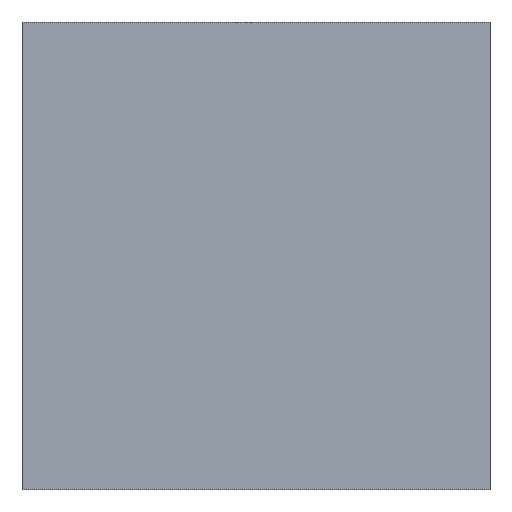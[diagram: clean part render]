
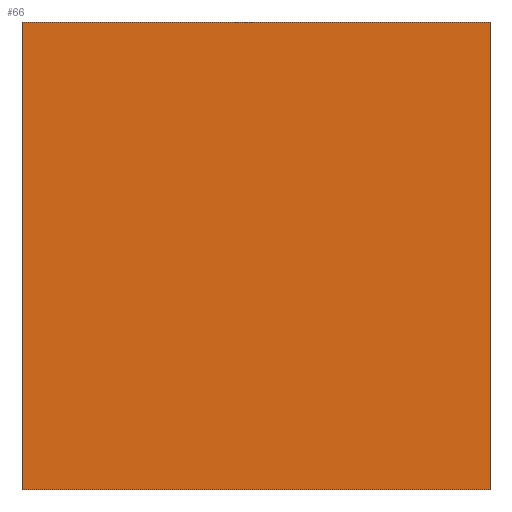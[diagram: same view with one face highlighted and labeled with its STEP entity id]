
A CAD part, front view. The second image highlights one B-rep face of the part: STEP entity #66.
In plain terms, the highlighted planar face has unit normal (0, -1, 0).
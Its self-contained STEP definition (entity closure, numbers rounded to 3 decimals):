
#2 = ORIENTED_EDGE ( 'NONE', *, *, #253, .F. ) ;
#18 = CARTESIAN_POINT ( 'NONE',  ( 0., 0., 0. ) ) ;
#21 = CARTESIAN_POINT ( 'NONE',  ( 0., 0., 0. ) ) ;
#23 = ORIENTED_EDGE ( 'NONE', *, *, #139, .F. ) ;
#25 = AXIS2_PLACEMENT_3D ( 'NONE', #18, #85, #104 ) ;
#37 = PLANE ( 'NONE',  #25 ) ;
#59 = DIRECTION ( 'NONE',  ( 1., 0., 0. ) ) ;
#66 = ADVANCED_FACE ( 'NONE', ( #249 ), #37, .T. ) ;
#72 = VERTEX_POINT ( 'NONE', #156 ) ;
#80 = LINE ( 'NONE', #227, #310 ) ;
#85 = DIRECTION ( 'NONE',  ( 0., -1., 0. ) ) ;
#104 = DIRECTION ( 'NONE',  ( 0., 0., -1. ) ) ;
#110 = CARTESIAN_POINT ( 'NONE',  ( 6., 0., -6. ) ) ;
#128 = VERTEX_POINT ( 'NONE', #250 ) ;
#136 = DIRECTION ( 'NONE',  ( 0., 0., 1. ) ) ;
#139 = EDGE_CURVE ( 'NONE', #289, #72, #80, .T. ) ;
#156 = CARTESIAN_POINT ( 'NONE',  ( 0., 0., 0. ) ) ;
#174 = CARTESIAN_POINT ( 'NONE',  ( 0., 0., -6. ) ) ;
#177 = VECTOR ( 'NONE', #59, 1000. ) ;
#178 = DIRECTION ( 'NONE',  ( -1., 0., 0. ) ) ;
#196 = LINE ( 'NONE', #21, #177 ) ;
#197 = DIRECTION ( 'NONE',  ( 0., 0., -1. ) ) ;
#219 = EDGE_CURVE ( 'NONE', #72, #128, #196, .T. ) ;
#227 = CARTESIAN_POINT ( 'NONE',  ( 0., 0., 0. ) ) ;
#230 = VECTOR ( 'NONE', #197, 1000. ) ;
#249 = FACE_OUTER_BOUND ( 'NONE', #264, .T. ) ;
#250 = CARTESIAN_POINT ( 'NONE',  ( 6., 0., 0. ) ) ;
#253 = EDGE_CURVE ( 'NONE', #307, #289, #279, .T. ) ;
#255 = CARTESIAN_POINT ( 'NONE',  ( 0., 0., -6. ) ) ;
#264 = EDGE_LOOP ( 'NONE', ( #23, #2, #324, #293 ) ) ;
#279 = LINE ( 'NONE', #174, #316 ) ;
#289 = VERTEX_POINT ( 'NONE', #255 ) ;
#293 = ORIENTED_EDGE ( 'NONE', *, *, #219, .F. ) ;
#305 = LINE ( 'NONE', #312, #230 ) ;
#307 = VERTEX_POINT ( 'NONE', #110 ) ;
#310 = VECTOR ( 'NONE', #136, 1000. ) ;
#312 = CARTESIAN_POINT ( 'NONE',  ( 6., 0., 0. ) ) ;
#316 = VECTOR ( 'NONE', #178, 1000. ) ;
#319 = EDGE_CURVE ( 'NONE', #128, #307, #305, .T. ) ;
#324 = ORIENTED_EDGE ( 'NONE', *, *, #319, .F. ) ;
